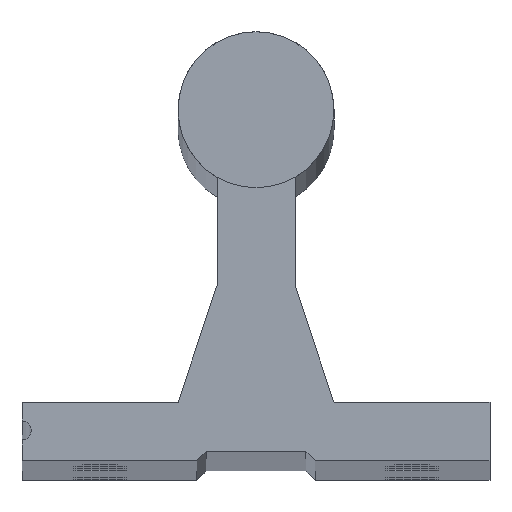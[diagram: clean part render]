
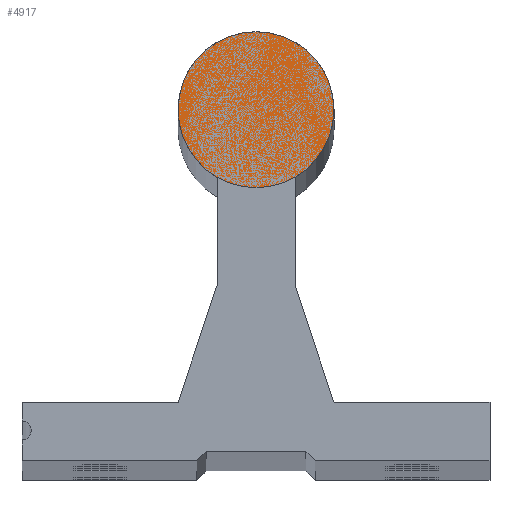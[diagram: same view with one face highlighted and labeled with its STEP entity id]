
A CAD part, top view. The second image highlights one B-rep face of the part: STEP entity #4917.
In plain terms, the highlighted planar face has unit normal (0, 0, 1).
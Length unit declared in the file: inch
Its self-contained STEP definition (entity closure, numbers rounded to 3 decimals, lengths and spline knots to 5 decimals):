
#118 = EDGE_LOOP ( 'NONE', ( #4327, #5375 ) ) ;
#213 = VERTEX_POINT ( 'NONE', #3991 ) ;
#256 = DIRECTION ( 'NONE',  ( 1., 0., 0. ) ) ;
#290 = VERTEX_POINT ( 'NONE', #1579 ) ;
#297 = CARTESIAN_POINT ( 'NONE',  ( 0., 1.125, 0. ) ) ;
#767 = CARTESIAN_POINT ( 'NONE',  ( 0., 1.125, 0. ) ) ;
#1579 = CARTESIAN_POINT ( 'NONE',  ( 0.25, 1.125, 0. ) ) ;
#1882 = CIRCLE ( 'NONE', #3315, 0.25 ) ;
#2176 = AXIS2_PLACEMENT_3D ( 'NONE', #5024, #2504, #2467 ) ;
#2372 = DIRECTION ( 'NONE',  ( 1., 0., 0. ) ) ;
#2467 = DIRECTION ( 'NONE',  ( 1., 0., 0. ) ) ;
#2504 = DIRECTION ( 'NONE',  ( 0., 0., 1. ) ) ;
#2796 = EDGE_CURVE ( 'NONE', #290, #213, #2819, .T. ) ;
#2819 = CIRCLE ( 'NONE', #6038, 0.25 ) ;
#2855 = DIRECTION ( 'NONE',  ( 0., 0., 1. ) ) ;
#2888 = FACE_OUTER_BOUND ( 'NONE', #118, .T. ) ;
#2951 = PLANE ( 'NONE',  #2176 ) ;
#3315 = AXIS2_PLACEMENT_3D ( 'NONE', #767, #2855, #256 ) ;
#3669 = EDGE_CURVE ( 'NONE', #213, #290, #1882, .T. ) ;
#3991 = CARTESIAN_POINT ( 'NONE',  ( -0.25, 1.125, 0. ) ) ;
#4327 = ORIENTED_EDGE ( 'NONE', *, *, #2796, .T. ) ;
#4917 = ADVANCED_FACE ( 'NONE', ( #2888 ), #2951, .T. ) ;
#5024 = CARTESIAN_POINT ( 'NONE',  ( 0., 1.125, 0. ) ) ;
#5375 = ORIENTED_EDGE ( 'NONE', *, *, #3669, .T. ) ;
#6038 = AXIS2_PLACEMENT_3D ( 'NONE', #297, #6381, #2372 ) ;
#6381 = DIRECTION ( 'NONE',  ( 0., 0., 1. ) ) ;
